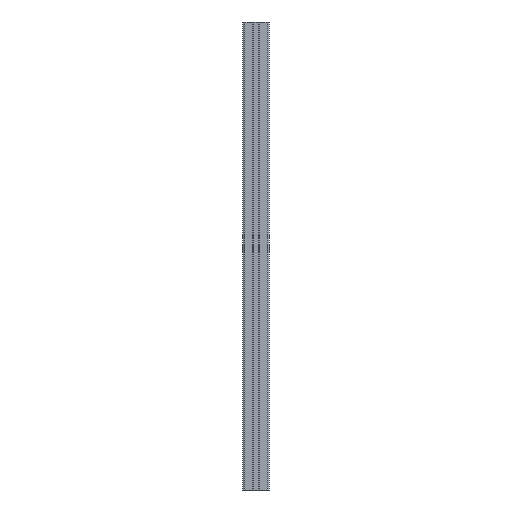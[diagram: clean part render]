
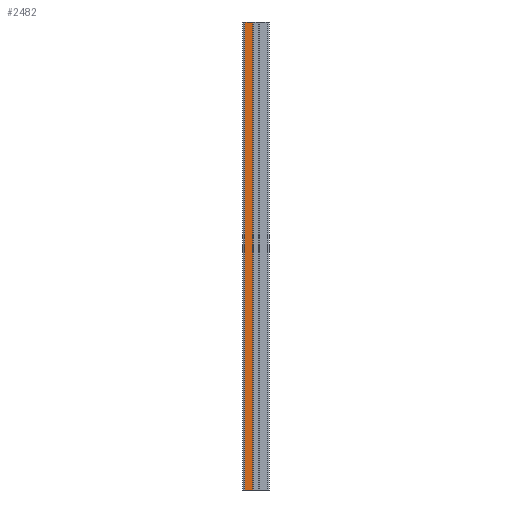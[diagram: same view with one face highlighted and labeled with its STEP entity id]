
A CAD part, left-side view. The second image highlights one B-rep face of the part: STEP entity #2482.
In plain terms, the highlighted planar face has unit normal (-1, 0, 0).
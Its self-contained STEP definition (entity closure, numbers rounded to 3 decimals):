
#43=DIRECTION('',(0.,-1.,0.));
#44=VECTOR('',#43,11.575);
#45=CARTESIAN_POINT('',(-20.,16.68,3048.));
#46=LINE('',#45,#44);
#467=DIRECTION('',(0.,0.,-1.));
#468=VECTOR('',#467,700.);
#469=CARTESIAN_POINT('',(-20.,5.105,3048.));
#470=LINE('',#469,#468);
#475=DIRECTION('',(0.,1.,0.));
#476=VECTOR('',#475,11.575);
#477=CARTESIAN_POINT('',(-20.,5.105,2348.));
#478=LINE('',#477,#476);
#488=DIRECTION('',(0.,0.,1.));
#489=VECTOR('',#488,700.);
#490=CARTESIAN_POINT('',(-20.,16.68,2348.));
#491=LINE('',#490,#489);
#1445=CARTESIAN_POINT('',(-20.,16.68,3048.));
#1446=CARTESIAN_POINT('',(-20.,5.105,3048.));
#1447=VERTEX_POINT('',#1445);
#1448=VERTEX_POINT('',#1446);
#1646=CARTESIAN_POINT('',(-20.,5.105,2348.));
#1648=VERTEX_POINT('',#1646);
#1750=CARTESIAN_POINT('',(-20.,16.68,2348.));
#1751=VERTEX_POINT('',#1750);
#2470=CARTESIAN_POINT('',(-20.,0.,3048.));
#2471=DIRECTION('',(-1.,0.,0.));
#2472=DIRECTION('',(0.,-1.,0.));
#2473=AXIS2_PLACEMENT_3D('',#2470,#2471,#2472);
#2474=PLANE('',#2473);
#2475=ORIENTED_EDGE('',*,*,#1864,.T.);
#2477=ORIENTED_EDGE('',*,*,#2476,.T.);
#2478=ORIENTED_EDGE('',*,*,#2128,.T.);
#2479=ORIENTED_EDGE('',*,*,#2463,.T.);
#2480=EDGE_LOOP('',(#2475,#2477,#2478,#2479));
#2481=FACE_OUTER_BOUND('',#2480,.F.);
#2482=ADVANCED_FACE('',(#2481),#2474,.T.);
#1864=EDGE_CURVE('',#1648,#1751,#478,.T.);
#2128=EDGE_CURVE('',#1447,#1448,#46,.T.);
#2463=EDGE_CURVE('',#1448,#1648,#470,.T.);
#2476=EDGE_CURVE('',#1751,#1447,#491,.T.);
